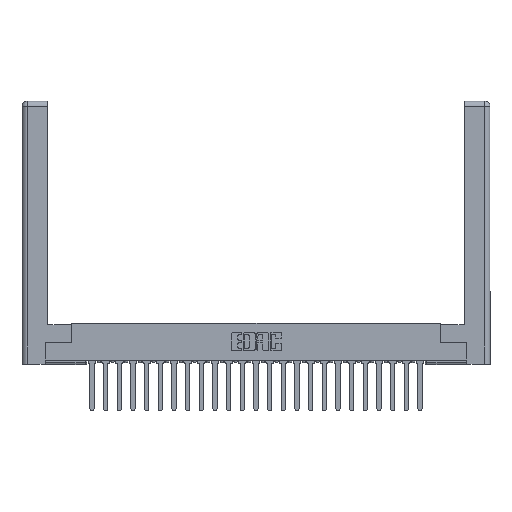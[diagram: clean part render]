
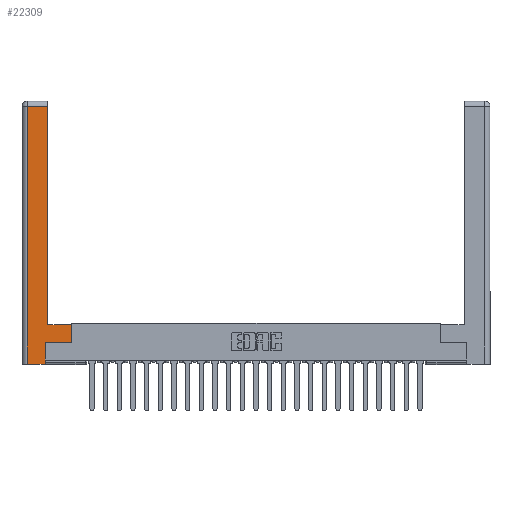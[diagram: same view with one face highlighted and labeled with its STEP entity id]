
A CAD part, top view. The second image highlights one B-rep face of the part: STEP entity #22309.
In plain terms, the highlighted planar face has unit normal (0, 0, 1).
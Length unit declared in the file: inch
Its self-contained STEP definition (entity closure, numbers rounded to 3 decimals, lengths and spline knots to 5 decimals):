
#165 = VECTOR ( 'NONE', #26087, 39.37008 ) ;
#169 = LINE ( 'NONE', #22117, #3489 ) ;
#181 = CARTESIAN_POINT ( 'NONE',  ( 0.565, 0.245, 0. ) ) ;
#403 = ORIENTED_EDGE ( 'NONE', *, *, #17794, .T. ) ;
#477 = LINE ( 'NONE', #24694, #4207 ) ;
#818 = EDGE_CURVE ( 'NONE', #1369, #12813, #23056, .T. ) ;
#1369 = VERTEX_POINT ( 'NONE', #22742 ) ;
#1953 = ORIENTED_EDGE ( 'NONE', *, *, #3901, .T. ) ;
#2155 = DIRECTION ( 'NONE',  ( -1., 0., 0. ) ) ;
#3110 = LINE ( 'NONE', #19349, #7845 ) ;
#3468 = CARTESIAN_POINT ( 'NONE',  ( 0.0615, 2.94, 0. ) ) ;
#3489 = VECTOR ( 'NONE', #2155, 39.37008 ) ;
#3541 = VERTEX_POINT ( 'NONE', #3468 ) ;
#3901 = EDGE_CURVE ( 'NONE', #3541, #18063, #3110, .T. ) ;
#3911 = PLANE ( 'NONE',  #10321 ) ;
#4035 = CARTESIAN_POINT ( 'NONE',  ( 0.265, 0., 0. ) ) ;
#4207 = VECTOR ( 'NONE', #8419, 39.37008 ) ;
#4807 = CARTESIAN_POINT ( 'NONE',  ( 0.295, 2.94, 0. ) ) ;
#4953 = CARTESIAN_POINT ( 'NONE',  ( 0.295, 3., 0. ) ) ;
#5096 = EDGE_CURVE ( 'NONE', #6576, #18073, #24733, .T. ) ;
#5794 = EDGE_CURVE ( 'NONE', #12923, #1369, #11578, .T. ) ;
#6127 = EDGE_LOOP ( 'NONE', ( #14415, #11694, #1953, #403, #18205, #22802, #21100, #9429 ) ) ;
#6455 = CARTESIAN_POINT ( 'NONE',  ( 0.565, 0.45, 0. ) ) ;
#6576 = VERTEX_POINT ( 'NONE', #13454 ) ;
#7561 = CARTESIAN_POINT ( 'NONE',  ( 0.565, 0.45, 0. ) ) ;
#7615 = DIRECTION ( 'NONE',  ( -1., 0., 0. ) ) ;
#7845 = VECTOR ( 'NONE', #11437, 39.37008 ) ;
#8070 = VECTOR ( 'NONE', #21812, 39.37008 ) ;
#8419 = DIRECTION ( 'NONE',  ( 1., 0., 0. ) ) ;
#9429 = ORIENTED_EDGE ( 'NONE', *, *, #5794, .T. ) ;
#9841 = LINE ( 'NONE', #25958, #165 ) ;
#9997 = DIRECTION ( 'NONE',  ( -1., 0., 0. ) ) ;
#10321 = AXIS2_PLACEMENT_3D ( 'NONE', #11843, #14328, #9997 ) ;
#11437 = DIRECTION ( 'NONE',  ( 0., -1., 0. ) ) ;
#11578 = LINE ( 'NONE', #11707, #22693 ) ;
#11694 = ORIENTED_EDGE ( 'NONE', *, *, #12738, .T. ) ;
#11707 = CARTESIAN_POINT ( 'NONE',  ( 0.295, 0.45, 0. ) ) ;
#11843 = CARTESIAN_POINT ( 'NONE',  ( 0., 0., 0. ) ) ;
#12738 = EDGE_CURVE ( 'NONE', #12813, #3541, #169, .T. ) ;
#12813 = VERTEX_POINT ( 'NONE', #4807 ) ;
#12923 = VERTEX_POINT ( 'NONE', #7561 ) ;
#13013 = DIRECTION ( 'NONE',  ( 0., 1., 0. ) ) ;
#13454 = CARTESIAN_POINT ( 'NONE',  ( 0.265, 0.245, 0. ) ) ;
#14328 = DIRECTION ( 'NONE',  ( 0., 0., -1. ) ) ;
#14415 = ORIENTED_EDGE ( 'NONE', *, *, #818, .T. ) ;
#15873 = VECTOR ( 'NONE', #18883, 39.37008 ) ;
#16867 = VERTEX_POINT ( 'NONE', #4035 ) ;
#17245 = VECTOR ( 'NONE', #13013, 39.37008 ) ;
#17762 = CARTESIAN_POINT ( 'NONE',  ( 0.0615, 0., 0. ) ) ;
#17794 = EDGE_CURVE ( 'NONE', #18063, #16867, #477, .T. ) ;
#18063 = VERTEX_POINT ( 'NONE', #17762 ) ;
#18073 = VERTEX_POINT ( 'NONE', #181 ) ;
#18205 = ORIENTED_EDGE ( 'NONE', *, *, #23937, .T. ) ;
#18459 = LINE ( 'NONE', #6455, #8070 ) ;
#18883 = DIRECTION ( 'NONE',  ( 1., 0., 0. ) ) ;
#19027 = EDGE_CURVE ( 'NONE', #18073, #12923, #18459, .T. ) ;
#19349 = CARTESIAN_POINT ( 'NONE',  ( 0.0615, 0., 0. ) ) ;
#20159 = FACE_OUTER_BOUND ( 'NONE', #6127, .T. ) ;
#21100 = ORIENTED_EDGE ( 'NONE', *, *, #19027, .T. ) ;
#21812 = DIRECTION ( 'NONE',  ( 0., 1., 0. ) ) ;
#22117 = CARTESIAN_POINT ( 'NONE',  ( 0.0615, 2.94, 0. ) ) ;
#22309 = ADVANCED_FACE ( 'NONE', ( #20159 ), #3911, .F. ) ;
#22693 = VECTOR ( 'NONE', #7615, 39.37008 ) ;
#22742 = CARTESIAN_POINT ( 'NONE',  ( 0.295, 0.45, 0. ) ) ;
#22802 = ORIENTED_EDGE ( 'NONE', *, *, #5096, .T. ) ;
#23056 = LINE ( 'NONE', #4953, #17245 ) ;
#23249 = CARTESIAN_POINT ( 'NONE',  ( 0.565, 0.245, 0. ) ) ;
#23937 = EDGE_CURVE ( 'NONE', #16867, #6576, #9841, .T. ) ;
#24694 = CARTESIAN_POINT ( 'NONE',  ( 0.265, 0., 0. ) ) ;
#24733 = LINE ( 'NONE', #23249, #15873 ) ;
#25958 = CARTESIAN_POINT ( 'NONE',  ( 0.265, 0.245, 0. ) ) ;
#26087 = DIRECTION ( 'NONE',  ( 0., 1., 0. ) ) ;
